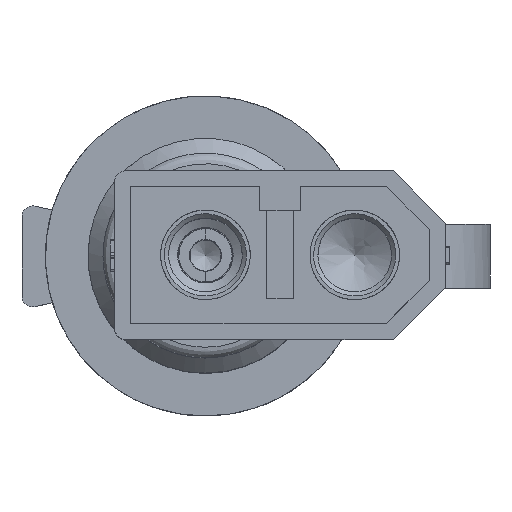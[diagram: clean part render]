
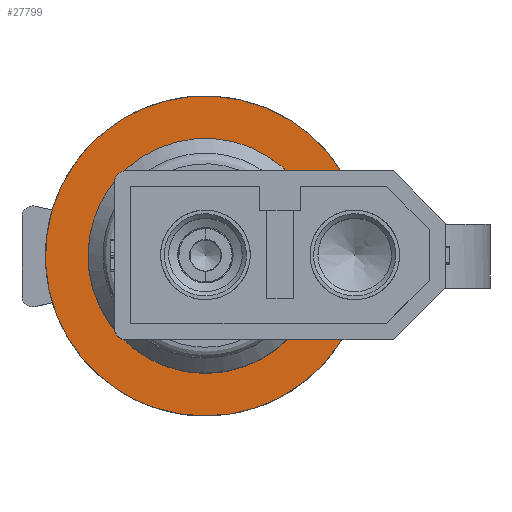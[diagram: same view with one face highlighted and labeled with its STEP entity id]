
A CAD part, top view. The second image highlights one B-rep face of the part: STEP entity #27799.
In plain terms, the highlighted free-form (B-spline) face has degree [1, 1] with [2, 2] control points.
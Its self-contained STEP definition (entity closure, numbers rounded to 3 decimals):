
#27646 = VERTEX_POINT('',#27647);
#27647 = CARTESIAN_POINT('',(4.095,-1.596,
    -14.258));
#27686 = VERTEX_POINT('',#27687);
#27687 = CARTESIAN_POINT('',(4.095,1.596,
    -14.258));
#27695 = EDGE_CURVE('',#27686,#27646,#27696,.T.);
#27696 = B_SPLINE_CURVE_WITH_KNOTS('',1,(#27697,#27698),.UNSPECIFIED.,
  .F.,.F.,(2,2),(-1.5,1.5),.PIECEWISE_BEZIER_KNOTS.);
#27697 = CARTESIAN_POINT('',(4.095,1.596,
    -14.258));
#27698 = CARTESIAN_POINT('',(4.095,-1.596,
    -14.258));
#27799 = ADVANCED_FACE('',(#27800,#27813),#27827,.F.);
#27800 = FACE_BOUND('',#27801,.T.);
#27801 = EDGE_LOOP('',(#27802,#27803));
#27802 = ORIENTED_EDGE('',*,*,#27695,.F.);
#27803 = ORIENTED_EDGE('',*,*,#27804,.T.);
#27804 = EDGE_CURVE('',#27686,#27646,#27805,.T.);
#27805 = ( BOUNDED_CURVE() B_SPLINE_CURVE(2,(#27806,#27807,#27808,#27809
    ,#27810,#27811,#27812),.UNSPECIFIED.,.F.,.F.) 
B_SPLINE_CURVE_WITH_KNOTS((3,2,2,3),(3.544,5.504,
7.465,9.425),.PIECEWISE_BEZIER_KNOTS.) CURVE() 
GEOMETRIC_REPRESENTATION_ITEM() RATIONAL_B_SPLINE_CURVE((1.,
    0.557,1.,0.557,1.,0.557,1.)) 
REPRESENTATION_ITEM('') );
#27806 = CARTESIAN_POINT('',(4.095,1.596,
    -14.258));
#27807 = CARTESIAN_POINT('',(1.715,13.256,
    -14.258));
#27808 = CARTESIAN_POINT('',(-8.169,6.628,
    -14.258));
#27809 = CARTESIAN_POINT('',(-18.052,0.,
    -14.258));
#27810 = CARTESIAN_POINT('',(-8.169,-6.628,
    -14.258));
#27811 = CARTESIAN_POINT('',(1.715,-13.256,
    -14.258));
#27812 = CARTESIAN_POINT('',(4.095,-1.596,
    -14.258));
#27813 = FACE_BOUND('',#27814,.T.);
#27814 = EDGE_LOOP('',(#27815));
#27815 = ORIENTED_EDGE('',*,*,#27816,.T.);
#27816 = EDGE_CURVE('',#27817,#27817,#27819,.T.);
#27817 = VERTEX_POINT('',#27818);
#27818 = CARTESIAN_POINT('',(-3.724,-5.852,
    -14.258));
#27819 = ( BOUNDED_CURVE() B_SPLINE_CURVE(2,(#27820,#27821,#27822,#27823
    ,#27824,#27825,#27826),.UNSPECIFIED.,.T.,.F.) 
B_SPLINE_CURVE_WITH_KNOTS((3,2,2,3),(3.142,5.236,
7.33,9.425),.PIECEWISE_BEZIER_KNOTS.) CURVE() 
GEOMETRIC_REPRESENTATION_ITEM() RATIONAL_B_SPLINE_CURVE((1.,0.5,1.,0.5,
1.,0.5,1.)) REPRESENTATION_ITEM('') );
#27820 = CARTESIAN_POINT('',(-3.724,-5.852,
    -14.258));
#27821 = CARTESIAN_POINT('',(-13.86,-5.852,
    -14.258));
#27822 = CARTESIAN_POINT('',(-8.792,2.926,
    -14.258));
#27823 = CARTESIAN_POINT('',(-3.724,11.704,
    -14.258));
#27824 = CARTESIAN_POINT('',(1.344,2.926,
    -14.258));
#27825 = CARTESIAN_POINT('',(6.412,-5.852,
    -14.258));
#27826 = CARTESIAN_POINT('',(-3.724,-5.852,
    -14.258));
#27827 = B_SPLINE_SURFACE_WITH_KNOTS('',1,1,(
    (#27828,#27829)
    ,(#27830,#27831
    )),.UNSPECIFIED.,.F.,.F.,.F.,(2,2),(2,2),(8.914,
    23.763),(-7.5,7.5),.PIECEWISE_BEZIER_KNOTS.);
#27828 = CARTESIAN_POINT('',(4.095,-7.98,
    -14.258));
#27829 = CARTESIAN_POINT('',(4.095,7.98,
    -14.258));
#27830 = CARTESIAN_POINT('',(-11.704,-7.98,
    -14.258));
#27831 = CARTESIAN_POINT('',(-11.704,7.98,
    -14.258));
